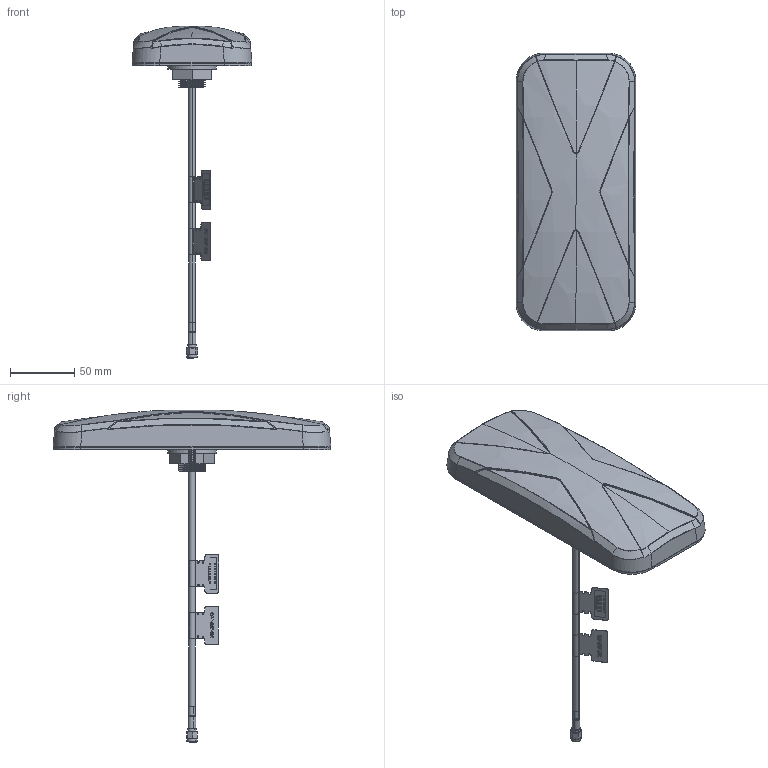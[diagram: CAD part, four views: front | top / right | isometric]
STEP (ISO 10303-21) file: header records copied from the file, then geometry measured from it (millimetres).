
FILE_DESCRIPTION (( 'STEP AP214' ), '1' );
FILE_NAME ('MA413.A.B.004_web.STEP', '2020-06-03T06:59:09', ( '' ), ( '' ), 'SwSTEP 2.0', 'SolidWorks 2018', '' );
FILE_SCHEMA (( 'AUTOMOTIVE_DESIGN' ));
Length unit declared in the file: millimetre
Products named in the file (2): MA413.A.B.004_web
Bounding box: 93.25 x 216.24 x 258.58 mm (x, y, z)
Surface area: 80531.9 mm2 (no closed solid volume)
Topology: 0 solids, 40 shells, 297 faces, 1550 edges, 1275 vertices
Faces by surface type: plane 107, bspline 97, cylinder 71, torus 12, cone 10
Entity records: 36625 total; most frequent: CARTESIAN_POINT 23006, ORIENTED_EDGE 2030, DIRECTION 1612, EDGE_CURVE 1550, VERTEX_POINT 1275, LINE 796, VECTOR 796, B_SPLINE_CURVE_WITH_KNOTS 408
